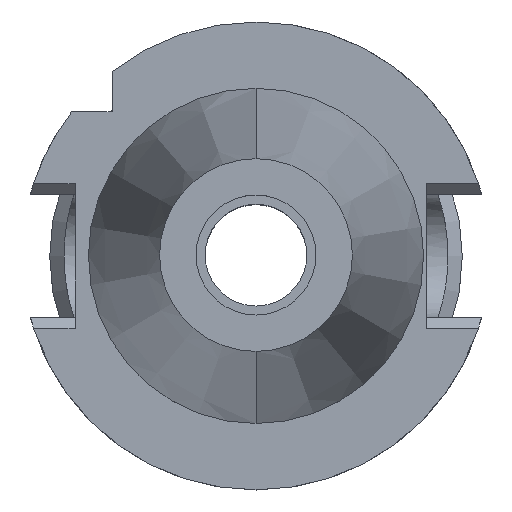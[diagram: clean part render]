
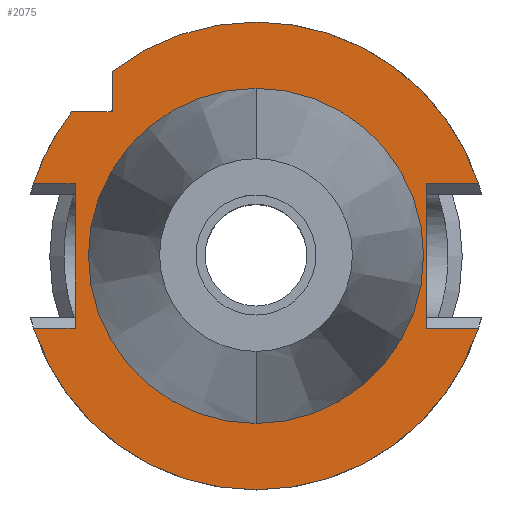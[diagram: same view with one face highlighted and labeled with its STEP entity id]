
A CAD part, top view. The second image highlights one B-rep face of the part: STEP entity #2075.
In plain terms, the highlighted planar face has unit normal (0, 0, 1).
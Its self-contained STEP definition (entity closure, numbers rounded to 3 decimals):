
#108=DIRECTION('',(-1.,0.,0.));
#109=VECTOR('',#108,8.669);
#110=CARTESIAN_POINT('',(-37.7,15.05,-1.5));
#111=LINE('',#110,#109);
#115=CARTESIAN_POINT('',(0.,0.,-1.5));
#116=DIRECTION('',(0.,0.,-1.));
#117=DIRECTION('',(-0.951,0.309,0.));
#118=AXIS2_PLACEMENT_3D('',#115,#116,#117);
#123=DIRECTION('',(0.,1.,0.));
#124=VECTOR('',#123,8.426);
#125=CARTESIAN_POINT('',(-30.,30.,-1.5));
#126=LINE('',#125,#124);
#130=CARTESIAN_POINT('',(0.,0.,-1.5));
#131=DIRECTION('',(0.,0.,-1.));
#132=DIRECTION('',(-0.615,0.788,0.));
#133=AXIS2_PLACEMENT_3D('',#130,#131,#132);
#138=CARTESIAN_POINT('',(0.,0.,-1.5));
#139=DIRECTION('',(0.,0.,-1.));
#140=DIRECTION('',(0.,1.,0.));
#141=AXIS2_PLACEMENT_3D('',#138,#139,#140);
#146=DIRECTION('',(0.,-1.,0.));
#147=VECTOR('',#146,30.1);
#148=CARTESIAN_POINT('',(35.5,15.05,-1.5));
#149=LINE('',#148,#147);
#153=DIRECTION('',(1.,0.,0.));
#154=VECTOR('',#153,10.869);
#155=CARTESIAN_POINT('',(35.5,-15.05,-1.5));
#156=LINE('',#155,#154);
#160=CARTESIAN_POINT('',(0.,0.,-1.5));
#161=DIRECTION('',(0.,0.,-1.));
#162=DIRECTION('',(0.951,-0.309,0.));
#163=AXIS2_PLACEMENT_3D('',#160,#161,#162);
#168=CARTESIAN_POINT('',(0.,0.,-1.5));
#169=DIRECTION('',(0.,0.,-1.));
#170=DIRECTION('',(0.,-1.,0.));
#171=AXIS2_PLACEMENT_3D('',#168,#169,#170);
#176=CARTESIAN_POINT('',(0.,0.,-1.5));
#177=DIRECTION('',(0.,0.,1.));
#178=DIRECTION('',(0.,-1.,0.));
#179=AXIS2_PLACEMENT_3D('',#176,#177,#178);
#184=CARTESIAN_POINT('',(0.,0.,-1.5));
#185=DIRECTION('',(0.,0.,1.));
#186=DIRECTION('',(0.,1.,0.));
#187=AXIS2_PLACEMENT_3D('',#184,#185,#186);
#192=DIRECTION('',(0.,-1.,0.));
#193=VECTOR('',#192,30.1);
#194=CARTESIAN_POINT('',(-37.7,15.05,-1.5));
#195=LINE('',#194,#193);
#244=DIRECTION('',(-1.,0.,0.));
#245=VECTOR('',#244,8.669);
#246=CARTESIAN_POINT('',(-37.7,-15.05,-1.5));
#247=LINE('',#246,#245);
#758=DIRECTION('',(1.,0.,0.));
#759=VECTOR('',#758,10.869);
#760=CARTESIAN_POINT('',(35.5,15.05,-1.5));
#761=LINE('',#760,#759);
#993=DIRECTION('',(-1.,0.,0.));
#994=VECTOR('',#993,8.426);
#995=CARTESIAN_POINT('',(-30.,30.,-1.5));
#996=LINE('',#995,#994);
#1677=CARTESIAN_POINT('',(0.,34.925,-1.5));
#1678=VERTEX_POINT('',#1677);
#1679=CARTESIAN_POINT('',(0.,-34.925,-1.5));
#1680=VERTEX_POINT('',#1679);
#1681=CARTESIAN_POINT('',(-37.7,15.05,-1.5));
#1682=CARTESIAN_POINT('',(-37.7,-15.05,-1.5));
#1683=VERTEX_POINT('',#1681);
#1684=VERTEX_POINT('',#1682);
#1685=CARTESIAN_POINT('',(-46.369,15.05,-1.5));
#1686=VERTEX_POINT('',#1685);
#1687=CARTESIAN_POINT('',(-38.426,30.,-1.5));
#1688=VERTEX_POINT('',#1687);
#1689=CARTESIAN_POINT('',(-30.,30.,-1.5));
#1690=VERTEX_POINT('',#1689);
#1691=CARTESIAN_POINT('',(-30.,38.426,-1.5));
#1692=VERTEX_POINT('',#1691);
#1693=CARTESIAN_POINT('',(0.,48.75,-1.5));
#1694=CARTESIAN_POINT('',(46.369,15.05,-1.5));
#1695=VERTEX_POINT('',#1693);
#1696=VERTEX_POINT('',#1694);
#1697=CARTESIAN_POINT('',(35.5,15.05,-1.5));
#1698=VERTEX_POINT('',#1697);
#1699=CARTESIAN_POINT('',(35.5,-15.05,-1.5));
#1700=VERTEX_POINT('',#1699);
#1701=CARTESIAN_POINT('',(46.369,-15.05,-1.5));
#1702=VERTEX_POINT('',#1701);
#1703=CARTESIAN_POINT('',(0.,-48.75,-1.5));
#1704=CARTESIAN_POINT('',(-46.369,-15.05,-1.5));
#1705=VERTEX_POINT('',#1703);
#1706=VERTEX_POINT('',#1704);
#2038=CARTESIAN_POINT('',(0.,0.,-1.5));
#2039=DIRECTION('',(0.,0.,1.));
#2040=DIRECTION('',(0.,1.,0.));
#2041=AXIS2_PLACEMENT_3D('',#2038,#2039,#2040);
#2042=PLANE('',#2041);
#2044=ORIENTED_EDGE('',*,*,#2043,.F.);
#2046=ORIENTED_EDGE('',*,*,#2045,.T.);
#2048=ORIENTED_EDGE('',*,*,#2047,.T.);
#2050=ORIENTED_EDGE('',*,*,#2049,.F.);
#2052=ORIENTED_EDGE('',*,*,#2051,.T.);
#2054=ORIENTED_EDGE('',*,*,#2053,.T.);
#2056=ORIENTED_EDGE('',*,*,#2055,.T.);
#2058=ORIENTED_EDGE('',*,*,#2057,.F.);
#2060=ORIENTED_EDGE('',*,*,#2059,.T.);
#2062=ORIENTED_EDGE('',*,*,#2061,.T.);
#2064=ORIENTED_EDGE('',*,*,#2063,.T.);
#2066=ORIENTED_EDGE('',*,*,#2065,.T.);
#2068=ORIENTED_EDGE('',*,*,#2067,.F.);
#2069=EDGE_LOOP('',(#2044,#2046,#2048,#2050,#2052,#2054,#2056,#2058,#2060,#2062,
#2064,#2066,#2068));
#2070=FACE_OUTER_BOUND('',#2069,.F.);
#2071=ORIENTED_EDGE('',*,*,#2017,.T.);
#2072=ORIENTED_EDGE('',*,*,#2033,.T.);
#2073=EDGE_LOOP('',(#2071,#2072));
#2074=FACE_BOUND('',#2073,.F.);
#119=CIRCLE('',#118,48.75);
#134=CIRCLE('',#133,48.75);
#142=CIRCLE('',#141,48.75);
#164=CIRCLE('',#163,48.75);
#172=CIRCLE('',#171,48.75);
#180=CIRCLE('',#179,34.925);
#188=CIRCLE('',#187,34.925);
#2017=EDGE_CURVE('',#1680,#1678,#180,.T.);
#2033=EDGE_CURVE('',#1678,#1680,#188,.T.);
#2043=EDGE_CURVE('',#1683,#1684,#195,.T.);
#2045=EDGE_CURVE('',#1683,#1686,#111,.T.);
#2047=EDGE_CURVE('',#1686,#1688,#119,.T.);
#2049=EDGE_CURVE('',#1690,#1688,#996,.T.);
#2051=EDGE_CURVE('',#1690,#1692,#126,.T.);
#2053=EDGE_CURVE('',#1692,#1695,#134,.T.);
#2055=EDGE_CURVE('',#1695,#1696,#142,.T.);
#2057=EDGE_CURVE('',#1698,#1696,#761,.T.);
#2059=EDGE_CURVE('',#1698,#1700,#149,.T.);
#2061=EDGE_CURVE('',#1700,#1702,#156,.T.);
#2063=EDGE_CURVE('',#1702,#1705,#164,.T.);
#2065=EDGE_CURVE('',#1705,#1706,#172,.T.);
#2067=EDGE_CURVE('',#1684,#1706,#247,.T.);
#2075=ADVANCED_FACE('',(#2070,#2074),#2042,.T.);
